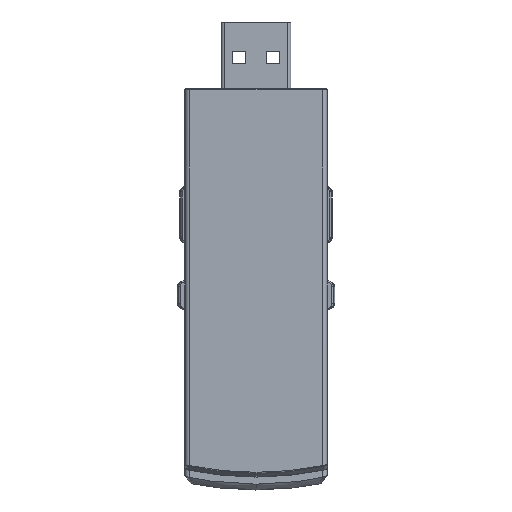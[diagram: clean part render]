
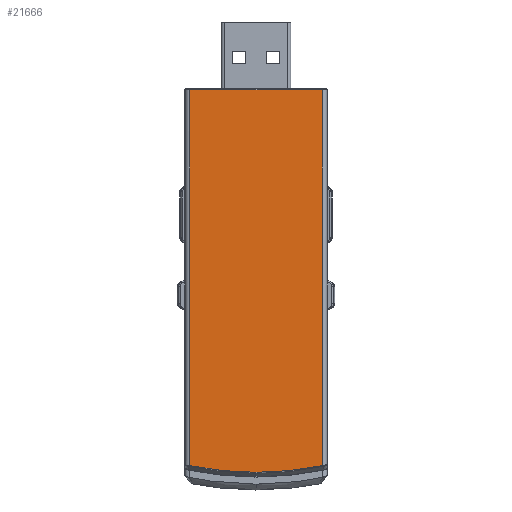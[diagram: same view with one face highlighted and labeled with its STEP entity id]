
A CAD part, top view. The second image highlights one B-rep face of the part: STEP entity #21666.
In plain terms, the highlighted planar face has unit normal (0, 0, 1).
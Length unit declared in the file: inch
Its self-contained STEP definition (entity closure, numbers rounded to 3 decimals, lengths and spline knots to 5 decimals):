
#727 = CARTESIAN_POINT ( 'NONE',  ( 0.94299, 0.16947, 0.45276 ) ) ;
#1604 = CARTESIAN_POINT ( 'NONE',  ( 0.48819, 0., 0.45276 ) ) ;
#1659 = EDGE_CURVE ( 'NONE', #16103, #1918, #27075, .T. ) ;
#1918 = VERTEX_POINT ( 'NONE', #17690 ) ;
#2683 = CARTESIAN_POINT ( 'NONE',  ( 0.24276, 0.13638, 0.45276 ) ) ;
#2948 = B_SPLINE_CURVE_WITH_KNOTS ( 'NONE', 3,
 ( #13669, #27430, #16441, #35710, #19242, #2683, #22005, #5485, #24798, #8220, #27549, #10995 ),
 .UNSPECIFIED., .F., .F.,
 ( 4, 1, 1, 1, 1, 2, 2, 4 ),
 ( 0., 0.25, 0.375, 0.4375, 0.46875, 0.48438, 0.5, 1. ),
 .UNSPECIFIED. ) ;
#3379 = CARTESIAN_POINT ( 'NONE',  ( 0.48819, 0.12333, 0.45276 ) ) ;
#4381 = DIRECTION ( 'NONE',  ( 1., 0., 0. ) ) ;
#5065 = VECTOR ( 'NONE', #27486, 39.37008 ) ;
#5485 = CARTESIAN_POINT ( 'NONE',  ( 0.25476, 0.13513, 0.45276 ) ) ;
#5540 = CARTESIAN_POINT ( 'NONE',  ( 0.48819, 0.12333, 0.45276 ) ) ;
#6154 = CARTESIAN_POINT ( 'NONE',  ( 0.58432, 0.12474, 0.45276 ) ) ;
#6852 = VECTOR ( 'NONE', #9482, 39.37008 ) ;
#6933 = ORIENTED_EDGE ( 'NONE', *, *, #1659, .T. ) ;
#8220 = CARTESIAN_POINT ( 'NONE',  ( 0.33476, 0.1271, 0.45276 ) ) ;
#8485 = LINE ( 'NONE', #35319, #30471 ) ;
#8923 = CARTESIAN_POINT ( 'NONE',  ( 0.68386, 0.13155, 0.45276 ) ) ;
#9473 = EDGE_CURVE ( 'NONE', #23383, #14851, #23847, .T. ) ;
#9482 = DIRECTION ( 'NONE',  ( 0., 1., 0. ) ) ;
#10257 = CARTESIAN_POINT ( 'NONE',  ( 0.03339, 2.74688, 0.45276 ) ) ;
#10803 = ORIENTED_EDGE ( 'NONE', *, *, #9473, .T. ) ;
#10995 = CARTESIAN_POINT ( 'NONE',  ( 0.48819, 0.12333, 0.45276 ) ) ;
#11554 = EDGE_CURVE ( 'NONE', #14851, #13497, #20678, .T. ) ;
#11686 = CARTESIAN_POINT ( 'NONE',  ( 0.70741, 0.13372, 0.45276 ) ) ;
#13497 = VERTEX_POINT ( 'NONE', #20264 ) ;
#13669 = CARTESIAN_POINT ( 'NONE',  ( 0.03339, 0.16947, 0.45276 ) ) ;
#14348 = CARTESIAN_POINT ( 'NONE',  ( 0.52679, 0.12333, 0.45276 ) ) ;
#14475 = CARTESIAN_POINT ( 'NONE',  ( 0.71441, 0.1344, 0.45276 ) ) ;
#14647 = EDGE_LOOP ( 'NONE', ( #6933, #19267, #10803, #24716, #34712 ) ) ;
#14851 = VERTEX_POINT ( 'NONE', #26792 ) ;
#14913 = CARTESIAN_POINT ( 'NONE',  ( 0.94299, 0., 0.45276 ) ) ;
#16103 = VERTEX_POINT ( 'NONE', #10257 ) ;
#16441 = CARTESIAN_POINT ( 'NONE',  ( 0.12631, 0.15155, 0.45276 ) ) ;
#17257 = CARTESIAN_POINT ( 'NONE',  ( 0.86909, 0.15396, 0.45276 ) ) ;
#17690 = CARTESIAN_POINT ( 'NONE',  ( 0.03339, 0.16947, 0.45276 ) ) ;
#18139 = PLANE ( 'NONE',  #20558 ) ;
#18837 = DIRECTION ( 'NONE',  ( -1., 0., 0. ) ) ;
#19242 = CARTESIAN_POINT ( 'NONE',  ( 0.226, 0.13823, 0.45276 ) ) ;
#19267 = ORIENTED_EDGE ( 'NONE', *, *, #26208, .T. ) ;
#20264 = CARTESIAN_POINT ( 'NONE',  ( 0.94299, 2.74688, 0.45276 ) ) ;
#20530 = FACE_OUTER_BOUND ( 'NONE', #14647, .T. ) ;
#20558 = AXIS2_PLACEMENT_3D ( 'NONE', #1604, #20934, #4381 ) ;
#20678 = LINE ( 'NONE', #14913, #6852 ) ;
#20934 = DIRECTION ( 'NONE',  ( 0., 0., 1. ) ) ;
#21666 = ADVANCED_FACE ( 'NONE', ( #20530 ), #18139, .T. ) ;
#22005 = CARTESIAN_POINT ( 'NONE',  ( 0.24996, 0.13563, 0.45276 ) ) ;
#23383 = VERTEX_POINT ( 'NONE', #5540 ) ;
#23847 = B_SPLINE_CURVE_WITH_KNOTS ( 'NONE', 3,
 ( #3379, #14348, #6154, #25486, #8923, #28231, #11686, #30958, #14475, #33745, #17257, #727 ),
 .UNSPECIFIED., .F., .F.,
 ( 4, 1, 1, 1, 1, 2, 2, 4 ),
 ( 0., 0.25, 0.375, 0.4375, 0.46875, 0.48438, 0.5, 1. ),
 .UNSPECIFIED. ) ;
#24716 = ORIENTED_EDGE ( 'NONE', *, *, #11554, .T. ) ;
#24727 = CARTESIAN_POINT ( 'NONE',  ( 0.03339, 0., 0.45276 ) ) ;
#24798 = CARTESIAN_POINT ( 'NONE',  ( 0.25721, 0.13488, 0.45276 ) ) ;
#25486 = CARTESIAN_POINT ( 'NONE',  ( 0.65079, 0.12887, 0.45276 ) ) ;
#26208 = EDGE_CURVE ( 'NONE', #1918, #23383, #2948, .T. ) ;
#26792 = CARTESIAN_POINT ( 'NONE',  ( 0.94299, 0.16947, 0.45276 ) ) ;
#27075 = LINE ( 'NONE', #24727, #5065 ) ;
#27430 = CARTESIAN_POINT ( 'NONE',  ( 0.07033, 0.16172, 0.45276 ) ) ;
#27486 = DIRECTION ( 'NONE',  ( 0., -1., 0. ) ) ;
#27549 = CARTESIAN_POINT ( 'NONE',  ( 0.41097, 0.12333, 0.45276 ) ) ;
#28231 = CARTESIAN_POINT ( 'NONE',  ( 0.70035, 0.13305, 0.45276 ) ) ;
#30471 = VECTOR ( 'NONE', #18837, 39.37008 ) ;
#30479 = EDGE_CURVE ( 'NONE', #13497, #16103, #8485, .T. ) ;
#30958 = CARTESIAN_POINT ( 'NONE',  ( 0.71212, 0.13418, 0.45276 ) ) ;
#33745 = CARTESIAN_POINT ( 'NONE',  ( 0.7937, 0.14235, 0.45276 ) ) ;
#34712 = ORIENTED_EDGE ( 'NONE', *, *, #30479, .T. ) ;
#35319 = CARTESIAN_POINT ( 'NONE',  ( 0.48819, 2.74688, 0.45276 ) ) ;
#35710 = CARTESIAN_POINT ( 'NONE',  ( 0.1926, 0.14224, 0.45276 ) ) ;
